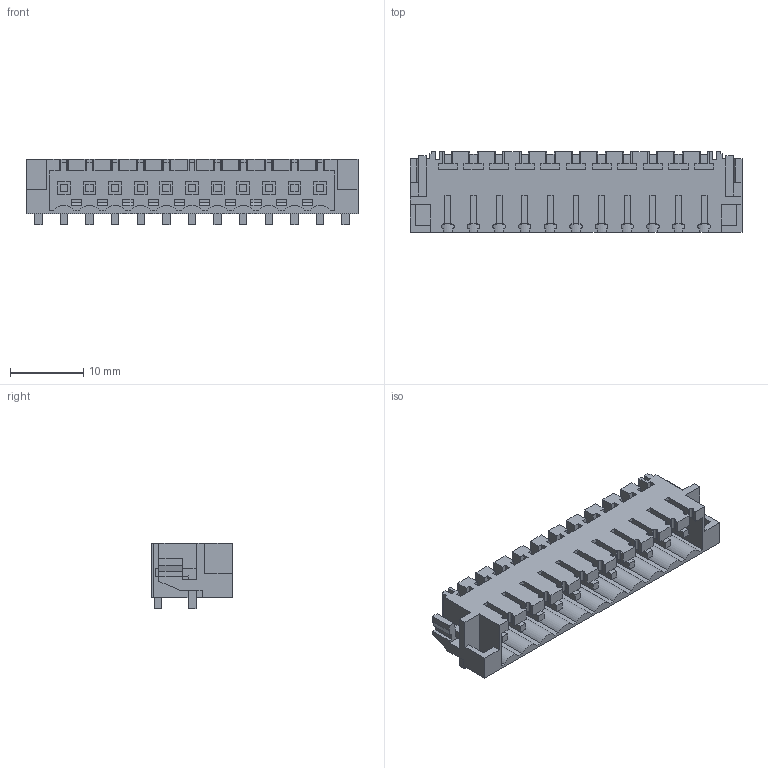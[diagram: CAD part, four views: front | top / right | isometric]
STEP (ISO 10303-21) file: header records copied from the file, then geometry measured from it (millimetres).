
FILE_DESCRIPTION(('CATIA V5 STEP Exchange','CAx-IF Rec.Pracs.--- Model Styling and Organization---1.2---2011-12-15'),'2;1');
FILE_NAME ('D1446206_0_1000660000_1000660000.stp','2018-03-10T07:21:18+00:00',('none'),('Weidmueller'),'CATIA Version 5-6 Release 2014','CATIA V5 STEP AP214','none');
FILE_SCHEMA(('AUTOMOTIVE_DESIGN { 1 0 10303 214 1 1 1 1 }'));
Length unit declared in the file: millimetre
Products named in the file (1): 1000660000
Bounding box: 45.35 x 11.05 x 8.95 mm (x, y, z)
Volume: 1579.8 mm3; surface area: 4212 mm2
Topology: 14 solids, 14 shells, 821 faces, 2504 edges, 1730 vertices
Faces by surface type: plane 766, cylinder 55
Entity records: 25711 total; most frequent: ORIENTED_EDGE 5008, CARTESIAN_POINT 4661, DIRECTION 3338, EDGE_CURVE 2504, VECTOR 2388, LINE 2388, VERTEX_POINT 1730, EDGE_LOOP 866
